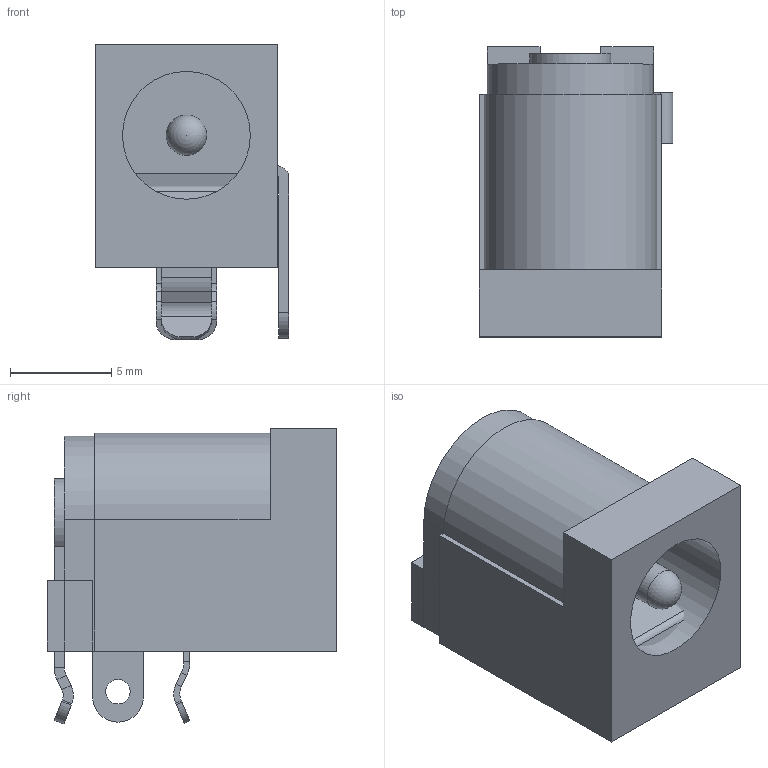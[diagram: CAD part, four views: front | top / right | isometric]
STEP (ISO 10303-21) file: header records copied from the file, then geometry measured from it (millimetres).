
FILE_DESCRIPTION(('FreeCAD Model'),'2;1');
FILE_NAME('Open CASCADE Shape Model','2024-05-23T01:02:08',( 'kicad StepUp'),('ksu MCAD'),'Open CASCADE STEP processor 7.7', 'FreeCAD','Unknown');
FILE_SCHEMA(('AUTOMOTIVE_DESIGN { 1 0 10303 214 1 1 1 1 }'));
Length unit declared in the file: millimetre
Products named in the file (1): BarrelJack_GCT_DCJ200-10-A_Horizontal
Bounding box: 9.55 x 14.3 x 14.59 mm (x, y, z)
Volume: 1166.8 mm3; surface area: 1278.6 mm2
Topology: 6 solids, 6 shells, 111 faces, 246 edges, 147 vertices
Faces by surface type: plane 86, cylinder 24, sphere 1
Full cylindrical faces by diameter (mm): 1.2 x1, 2 x1, 6.3 x1
Entity records: 3818 total; most frequent: DIRECTION 520, CARTESIAN_POINT 504, ORIENTED_EDGE 490, EDGE_CURVE 245, LINE 194, VECTOR 194, AXIS2_PLACEMENT_3D 163, VERTEX_POINT 147
